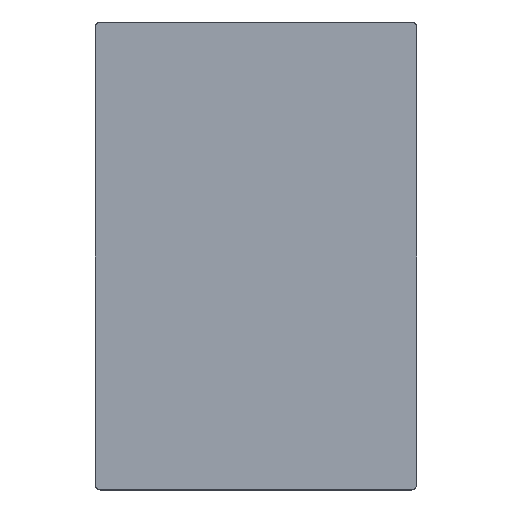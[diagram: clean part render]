
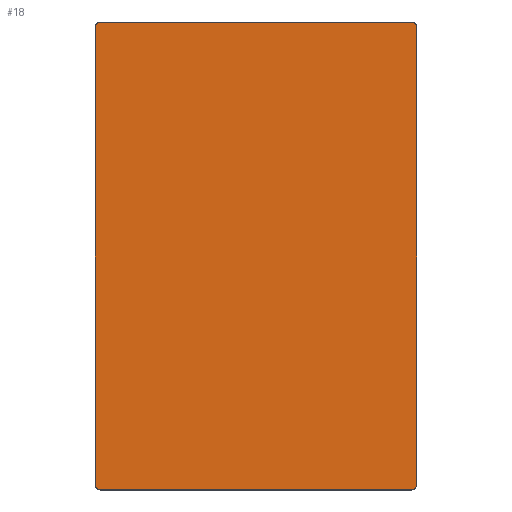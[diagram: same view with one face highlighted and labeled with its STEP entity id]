
A CAD part, left-side view. The second image highlights one B-rep face of the part: STEP entity #18.
In plain terms, the highlighted planar face has unit normal (-1, 0, 0).
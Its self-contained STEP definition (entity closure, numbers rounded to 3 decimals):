
#18 = ADVANCED_FACE ( 'NONE', ( #1787 ), #1562, .F. ) ;
#30 = ORIENTED_EDGE ( 'NONE', *, *, #1080, .T. ) ;
#188 = CARTESIAN_POINT ( 'NONE',  ( -0.5, 0.17, -0.25 ) ) ;
#204 = VERTEX_POINT ( 'NONE', #2612 ) ;
#274 = CIRCLE ( 'NONE', #940, 0.005 ) ;
#287 = CIRCLE ( 'NONE', #2032, 0.005 ) ;
#294 = EDGE_CURVE ( 'NONE', #2147, #310, #274, .T. ) ;
#310 = VERTEX_POINT ( 'NONE', #2951 ) ;
#353 = VECTOR ( 'NONE', #1996, 1000. ) ;
#397 = VECTOR ( 'NONE', #2794, 1000. ) ;
#455 = DIRECTION ( 'NONE',  ( 0., 0., -1. ) ) ;
#464 = ORIENTED_EDGE ( 'NONE', *, *, #1970, .T. ) ;
#477 = LINE ( 'NONE', #2322, #397 ) ;
#480 = ORIENTED_EDGE ( 'NONE', *, *, #1478, .T. ) ;
#633 = VECTOR ( 'NONE', #1361, 1000. ) ;
#681 = DIRECTION ( 'NONE',  ( -1., 0., 0. ) ) ;
#712 = CARTESIAN_POINT ( 'NONE',  ( -0.5, 0.175, 0.25 ) ) ;
#828 = EDGE_LOOP ( 'NONE', ( #480, #1741, #30, #464, #2340, #1763, #2047, #863 ) ) ;
#863 = ORIENTED_EDGE ( 'NONE', *, *, #294, .T. ) ;
#869 = DIRECTION ( 'NONE',  ( 0., 0., -1. ) ) ;
#940 = AXIS2_PLACEMENT_3D ( 'NONE', #1757, #2018, #999 ) ;
#943 = AXIS2_PLACEMENT_3D ( 'NONE', #1395, #1902, #869 ) ;
#999 = DIRECTION ( 'NONE',  ( 0., 0., -1. ) ) ;
#1080 = EDGE_CURVE ( 'NONE', #3115, #1666, #2987, .T. ) ;
#1084 = LINE ( 'NONE', #1755, #353 ) ;
#1177 = CARTESIAN_POINT ( 'NONE',  ( -0.5, 0.175, -0.25 ) ) ;
#1195 = CARTESIAN_POINT ( 'NONE',  ( -0.5, -0.17, 0.25 ) ) ;
#1271 = VERTEX_POINT ( 'NONE', #2376 ) ;
#1354 = DIRECTION ( 'NONE',  ( 1., 0., 0. ) ) ;
#1361 = DIRECTION ( 'NONE',  ( 0., 1., 0. ) ) ;
#1375 = CARTESIAN_POINT ( 'NONE',  ( -0.5, -0.17, 0.255 ) ) ;
#1382 = AXIS2_PLACEMENT_3D ( 'NONE', #188, #681, #455 ) ;
#1395 = CARTESIAN_POINT ( 'NONE',  ( -0.5, 0.17, 0.25 ) ) ;
#1478 = EDGE_CURVE ( 'NONE', #310, #1271, #477, .T. ) ;
#1562 = PLANE ( 'NONE',  #1827 ) ;
#1589 = VERTEX_POINT ( 'NONE', #2138 ) ;
#1646 = EDGE_CURVE ( 'NONE', #1271, #3115, #287, .T. ) ;
#1666 = VERTEX_POINT ( 'NONE', #1690 ) ;
#1690 = CARTESIAN_POINT ( 'NONE',  ( -0.5, 0.17, 0.255 ) ) ;
#1741 = ORIENTED_EDGE ( 'NONE', *, *, #1646, .T. ) ;
#1755 = CARTESIAN_POINT ( 'NONE',  ( -0.5, -0.175, -0.255 ) ) ;
#1757 = CARTESIAN_POINT ( 'NONE',  ( -0.5, -0.17, -0.25 ) ) ;
#1763 = ORIENTED_EDGE ( 'NONE', *, *, #2996, .T. ) ;
#1787 = FACE_OUTER_BOUND ( 'NONE', #828, .T. ) ;
#1827 = AXIS2_PLACEMENT_3D ( 'NONE', #3055, #1354, #1838 ) ;
#1838 = DIRECTION ( 'NONE',  ( 0., 0., -1. ) ) ;
#1902 = DIRECTION ( 'NONE',  ( -1., 0., 0. ) ) ;
#1970 = EDGE_CURVE ( 'NONE', #1666, #2268, #1980, .T. ) ;
#1980 = CIRCLE ( 'NONE', #943, 0.005 ) ;
#1996 = DIRECTION ( 'NONE',  ( 0., 1., 0. ) ) ;
#2018 = DIRECTION ( 'NONE',  ( -1., 0., 0. ) ) ;
#2032 = AXIS2_PLACEMENT_3D ( 'NONE', #1195, #2434, #2659 ) ;
#2047 = ORIENTED_EDGE ( 'NONE', *, *, #2269, .F. ) ;
#2086 = EDGE_CURVE ( 'NONE', #1589, #2268, #2975, .T. ) ;
#2138 = CARTESIAN_POINT ( 'NONE',  ( -0.5, 0.175, -0.25 ) ) ;
#2147 = VERTEX_POINT ( 'NONE', #3125 ) ;
#2268 = VERTEX_POINT ( 'NONE', #712 ) ;
#2269 = EDGE_CURVE ( 'NONE', #2147, #204, #1084, .T. ) ;
#2322 = CARTESIAN_POINT ( 'NONE',  ( -0.5, -0.175, -0.25 ) ) ;
#2340 = ORIENTED_EDGE ( 'NONE', *, *, #2086, .F. ) ;
#2376 = CARTESIAN_POINT ( 'NONE',  ( -0.5, -0.175, 0.25 ) ) ;
#2414 = DIRECTION ( 'NONE',  ( 0., 0., 1. ) ) ;
#2433 = CIRCLE ( 'NONE', #1382, 0.005 ) ;
#2434 = DIRECTION ( 'NONE',  ( -1., 0., 0. ) ) ;
#2612 = CARTESIAN_POINT ( 'NONE',  ( -0.5, 0.17, -0.255 ) ) ;
#2659 = DIRECTION ( 'NONE',  ( 0., 0., -1. ) ) ;
#2794 = DIRECTION ( 'NONE',  ( 0., 0., 1. ) ) ;
#2841 = CARTESIAN_POINT ( 'NONE',  ( -0.5, -0.175, 0.255 ) ) ;
#2907 = VECTOR ( 'NONE', #2414, 1000. ) ;
#2951 = CARTESIAN_POINT ( 'NONE',  ( -0.5, -0.175, -0.25 ) ) ;
#2975 = LINE ( 'NONE', #1177, #2907 ) ;
#2987 = LINE ( 'NONE', #2841, #633 ) ;
#2996 = EDGE_CURVE ( 'NONE', #1589, #204, #2433, .T. ) ;
#3055 = CARTESIAN_POINT ( 'NONE',  ( -0.5, 0.175, -0.25 ) ) ;
#3115 = VERTEX_POINT ( 'NONE', #1375 ) ;
#3125 = CARTESIAN_POINT ( 'NONE',  ( -0.5, -0.17, -0.255 ) ) ;
